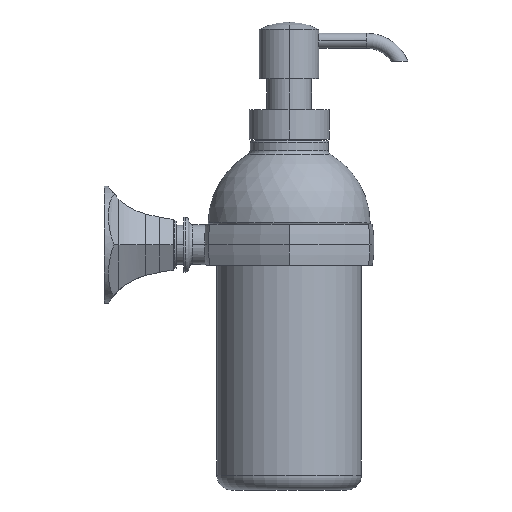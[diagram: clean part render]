
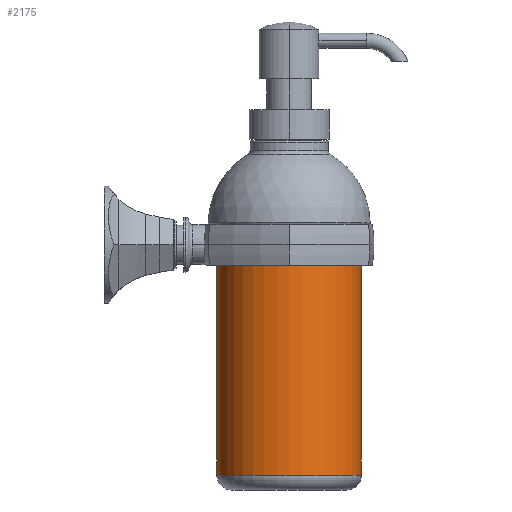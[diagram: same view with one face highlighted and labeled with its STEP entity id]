
A CAD part, left-side view. The second image highlights one B-rep face of the part: STEP entity #2175.
In plain terms, the highlighted cylindrical face has radius 28.994 mm (diameter 57.988 mm), a partial arc.
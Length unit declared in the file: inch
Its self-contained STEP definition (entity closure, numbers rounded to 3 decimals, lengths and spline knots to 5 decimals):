
#653=CARTESIAN_POINT('',(0.,-2.922,0.32475));
#654=DIRECTION('',(0.,0.,-1.));
#655=DIRECTION('',(0.,-1.,0.));
#656=AXIS2_PLACEMENT_3D('',#653,#654,#655);
#678=CARTESIAN_POINT('',(0.,-2.922,-3.63525));
#679=DIRECTION('',(0.,0.,-1.));
#680=DIRECTION('',(0.,-1.,0.));
#681=AXIS2_PLACEMENT_3D('',#678,#679,#680);
#683=DIRECTION('',(0.,0.,-1.));
#684=VECTOR('',#683,3.96);
#685=CARTESIAN_POINT('',(0.,-1.7805,0.32475));
#686=LINE('',#685,#684);
#692=DIRECTION('',(0.,0.,1.));
#693=VECTOR('',#692,3.96);
#694=CARTESIAN_POINT('',(0.,-4.0635,-3.63525));
#695=LINE('',#694,#693);
#1277=CARTESIAN_POINT('',(0.,-4.0635,-3.63525));
#1278=CARTESIAN_POINT('',(0.,-1.7805,-3.63525));
#1279=VERTEX_POINT('',#1277);
#1280=VERTEX_POINT('',#1278);
#1281=CARTESIAN_POINT('',(0.,-4.0635,0.32475));
#1282=CARTESIAN_POINT('',(0.,-1.7805,0.32475));
#1283=VERTEX_POINT('',#1281);
#1284=VERTEX_POINT('',#1282);
#2161=CARTESIAN_POINT('',(0.,-2.922,-3.71445));
#2162=DIRECTION('',(0.,0.,1.));
#2163=DIRECTION('',(0.,1.,0.));
#2164=AXIS2_PLACEMENT_3D('',#2161,#2162,#2163);
#2165=CYLINDRICAL_SURFACE('',#2164,1.1415);
#2167=ORIENTED_EDGE('',*,*,#2166,.F.);
#2168=ORIENTED_EDGE('',*,*,#2142,.F.);
#2170=ORIENTED_EDGE('',*,*,#2169,.F.);
#2172=ORIENTED_EDGE('',*,*,#2171,.T.);
#2173=EDGE_LOOP('',(#2167,#2168,#2170,#2172));
#2174=FACE_OUTER_BOUND('',#2173,.F.);
#2175=ADVANCED_FACE('',(#2174),#2165,.T.);
#657=CIRCLE('',#656,1.1415);
#682=CIRCLE('',#681,1.1415);
#2142=EDGE_CURVE('',#1283,#1284,#657,.T.);
#2166=EDGE_CURVE('',#1284,#1280,#686,.T.);
#2169=EDGE_CURVE('',#1279,#1283,#695,.T.);
#2171=EDGE_CURVE('',#1279,#1280,#682,.T.);
